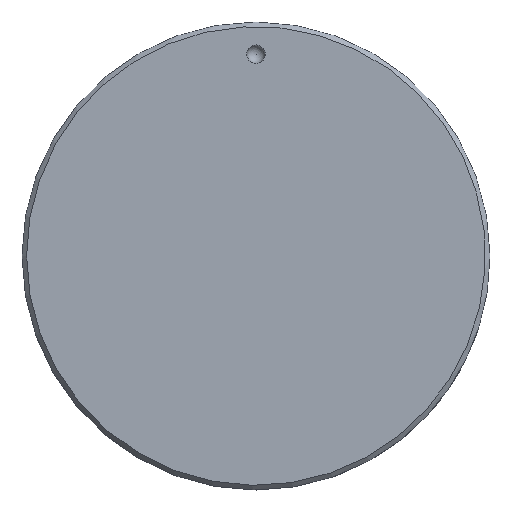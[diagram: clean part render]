
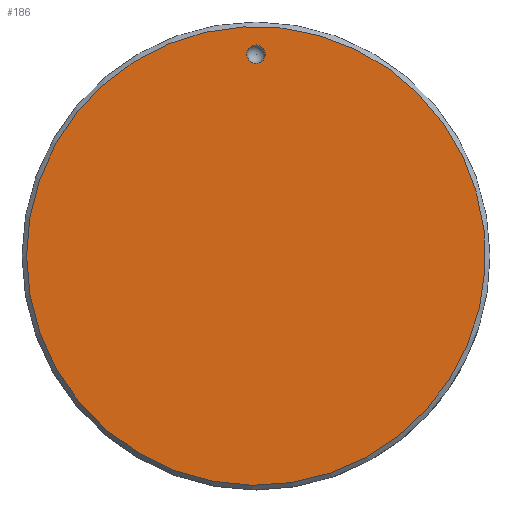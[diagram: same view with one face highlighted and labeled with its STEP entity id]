
A CAD part, top view. The second image highlights one B-rep face of the part: STEP entity #186.
In plain terms, the highlighted planar face has unit normal (0, 0, 1).
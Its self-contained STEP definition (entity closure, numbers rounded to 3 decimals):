
#150=CARTESIAN_POINT('',(0.,-150.,7.75));
#151=DIRECTION('',(-0.,0.,-1.));
#152=DIRECTION('',(-1.,0.,0.));
#153=AXIS2_PLACEMENT_3D('',#150,#151,#152);
#154=PLANE('',#153);
#155=CARTESIAN_POINT('',(1.,-128.,7.75));
#156=VERTEX_POINT('',#155);
#157=CARTESIAN_POINT('',(0.,-128.,7.75));
#158=DIRECTION('',(0.,0.,1.));
#159=DIRECTION('',(1.,0.,-0.));
#160=AXIS2_PLACEMENT_3D('',#157,#158,#159);
#161=CIRCLE('',#160,1.);
#162=EDGE_CURVE('',#156,#156,#161,.T.);
#163=ORIENTED_EDGE('',*,*,#162,.F.);
#164=EDGE_LOOP('',(#163));
#165=FACE_BOUND('',#164,.T.);
#166=CARTESIAN_POINT('',(-25.,-150.,7.75));
#167=VERTEX_POINT('',#166);
#168=CARTESIAN_POINT('',(12.015,-171.923,7.75));
#169=VERTEX_POINT('',#168);
#170=CARTESIAN_POINT('',(0.,-150.,7.75));
#171=DIRECTION('',(-0.,0.,-1.));
#172=DIRECTION('',(-1.,0.,0.));
#173=AXIS2_PLACEMENT_3D('',#170,#171,#172);
#174=CIRCLE('',#173,25.);
#175=EDGE_CURVE('',#167,#169,#174,.T.);
#176=ORIENTED_EDGE('',*,*,#175,.F.);
#177=CARTESIAN_POINT('',(0.,-150.,7.75));
#178=DIRECTION('',(-0.,0.,-1.));
#179=DIRECTION('',(-1.,0.,0.));
#180=AXIS2_PLACEMENT_3D('',#177,#178,#179);
#181=CIRCLE('',#180,25.);
#182=EDGE_CURVE('',#169,#167,#181,.T.);
#183=ORIENTED_EDGE('',*,*,#182,.F.);
#184=EDGE_LOOP('',(#176,#183));
#185=FACE_BOUND('',#184,.T.);
#186=ADVANCED_FACE('',(#165,#185),#154,.F.);
